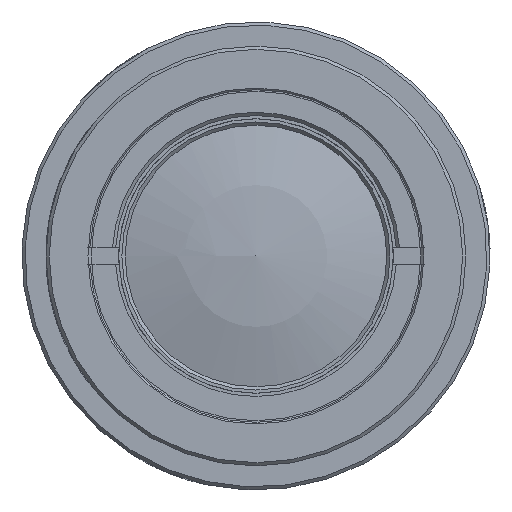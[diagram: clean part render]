
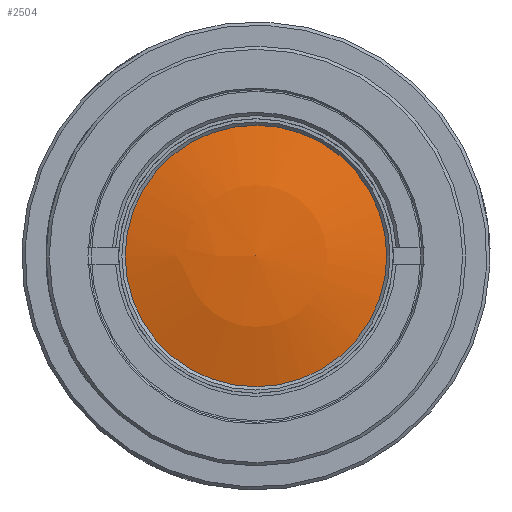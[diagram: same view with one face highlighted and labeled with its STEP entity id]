
A CAD part, left-side view. The second image highlights one B-rep face of the part: STEP entity #2504.
In plain terms, the highlighted spherical face has radius 31.09 mm.
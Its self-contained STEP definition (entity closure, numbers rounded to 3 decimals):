
#2504=ADVANCED_FACE('',(#3003),#2999,.T.);
#2999=SPHERICAL_SURFACE('',#8253,31.09);
#3003=FACE_OUTER_BOUND('',#3329,.T.);
#3329=EDGE_LOOP('',(#4023));
#4023=ORIENTED_EDGE('',*,*,#6956,.T.);
#6177=VERTEX_POINT('',#10455);
#6956=EDGE_CURVE('',#6177,#6177,#8033,.T.);
#8033=CIRCLE('',#8252,8.7);
#8252=AXIS2_PLACEMENT_3D('',#10454,#8818,#8819);
#8253=AXIS2_PLACEMENT_3D('',#10456,#8820,#8821);
#8818=DIRECTION('',(-1.,0.,0.));
#8819=DIRECTION('',(0.,0.,1.));
#8820=DIRECTION('',(-1.,0.,0.));
#8821=DIRECTION('',(0.,1.,0.));
#10454=CARTESIAN_POINT('',(1.242,0.,0.));
#10455=CARTESIAN_POINT('',(1.242,0.,8.7));
#10456=CARTESIAN_POINT('',(31.09,0.,0.));
